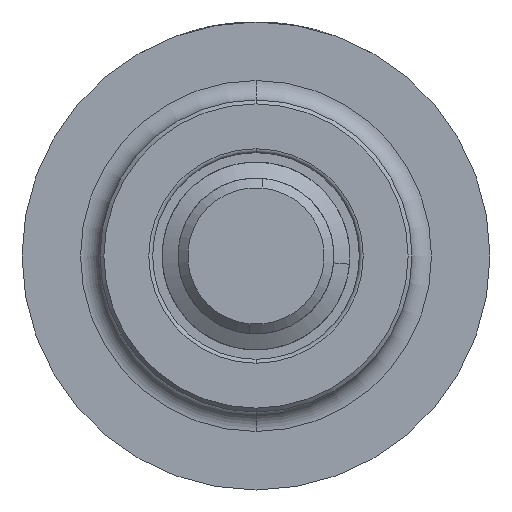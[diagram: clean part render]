
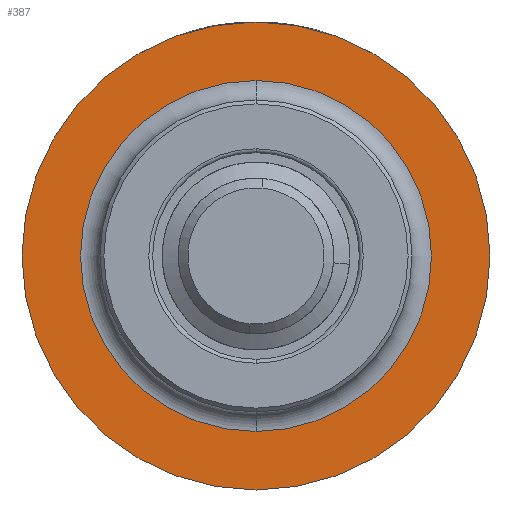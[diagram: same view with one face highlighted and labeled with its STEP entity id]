
A CAD part, front view. The second image highlights one B-rep face of the part: STEP entity #387.
In plain terms, the highlighted planar face has unit normal (0, -1, 0).
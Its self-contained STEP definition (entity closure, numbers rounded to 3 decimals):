
#232 = VERTEX_POINT ( 'NONE', #2292 ) ;
#387 = ADVANCED_FACE ( 'NONE', ( #7438, #4383 ), #3683, .T. ) ;
#494 = DIRECTION ( 'NONE',  ( 0., 0., -1. ) ) ;
#595 = AXIS2_PLACEMENT_3D ( 'NONE', #7463, #3771, #3853 ) ;
#752 = ORIENTED_EDGE ( 'NONE', *, *, #1207, .T. ) ;
#898 = ORIENTED_EDGE ( 'NONE', *, *, #1629, .F. ) ;
#1176 = EDGE_LOOP ( 'NONE', ( #4855, #752 ) ) ;
#1191 = AXIS2_PLACEMENT_3D ( 'NONE', #7832, #2930, #494 ) ;
#1207 = EDGE_CURVE ( 'NONE', #3900, #1755, #4330, .T. ) ;
#1592 = AXIS2_PLACEMENT_3D ( 'NONE', #3362, #6967, #3379 ) ;
#1629 = EDGE_CURVE ( 'NONE', #6613, #232, #7775, .T. ) ;
#1755 = VERTEX_POINT ( 'NONE', #6077 ) ;
#2023 = EDGE_CURVE ( 'NONE', #232, #6613, #7380, .T. ) ;
#2292 = CARTESIAN_POINT ( 'NONE',  ( 0., 9.42, -9. ) ) ;
#2479 = CARTESIAN_POINT ( 'NONE',  ( 9., 9.42, 0. ) ) ;
#2862 = DIRECTION ( 'NONE',  ( 0., 0., -1. ) ) ;
#2930 = DIRECTION ( 'NONE',  ( 0., -1., 0. ) ) ;
#3319 = CARTESIAN_POINT ( 'NONE',  ( 0., 9.42, 9. ) ) ;
#3362 = CARTESIAN_POINT ( 'NONE',  ( 0., 9.42, 0. ) ) ;
#3379 = DIRECTION ( 'NONE',  ( 0., 0., -1. ) ) ;
#3521 = CARTESIAN_POINT ( 'NONE',  ( 0., 9.42, 0. ) ) ;
#3683 = PLANE ( 'NONE',  #4024 ) ;
#3771 = DIRECTION ( 'NONE',  ( 0., -1., 0. ) ) ;
#3853 = DIRECTION ( 'NONE',  ( 0., 0., -1. ) ) ;
#3900 = VERTEX_POINT ( 'NONE', #6679 ) ;
#4024 = AXIS2_PLACEMENT_3D ( 'NONE', #2479, #4351, #6812 ) ;
#4330 = CIRCLE ( 'NONE', #7364, 12. ) ;
#4351 = DIRECTION ( 'NONE',  ( 0., -1., 0. ) ) ;
#4383 = FACE_BOUND ( 'NONE', #7881, .T. ) ;
#4855 = ORIENTED_EDGE ( 'NONE', *, *, #7640, .T. ) ;
#6077 = CARTESIAN_POINT ( 'NONE',  ( 0., 9.42, -12. ) ) ;
#6613 = VERTEX_POINT ( 'NONE', #3319 ) ;
#6679 = CARTESIAN_POINT ( 'NONE',  ( 0., 9.42, 12. ) ) ;
#6770 = CIRCLE ( 'NONE', #1191, 12. ) ;
#6812 = DIRECTION ( 'NONE',  ( 0., 0., -1. ) ) ;
#6967 = DIRECTION ( 'NONE',  ( 0., -1., 0. ) ) ;
#7364 = AXIS2_PLACEMENT_3D ( 'NONE', #3521, #7820, #2862 ) ;
#7380 = CIRCLE ( 'NONE', #595, 9. ) ;
#7438 = FACE_OUTER_BOUND ( 'NONE', #1176, .T. ) ;
#7463 = CARTESIAN_POINT ( 'NONE',  ( 0., 9.42, 0. ) ) ;
#7640 = EDGE_CURVE ( 'NONE', #1755, #3900, #6770, .T. ) ;
#7734 = ORIENTED_EDGE ( 'NONE', *, *, #2023, .F. ) ;
#7775 = CIRCLE ( 'NONE', #1592, 9. ) ;
#7820 = DIRECTION ( 'NONE',  ( 0., -1., 0. ) ) ;
#7832 = CARTESIAN_POINT ( 'NONE',  ( 0., 9.42, 0. ) ) ;
#7881 = EDGE_LOOP ( 'NONE', ( #7734, #898 ) ) ;
